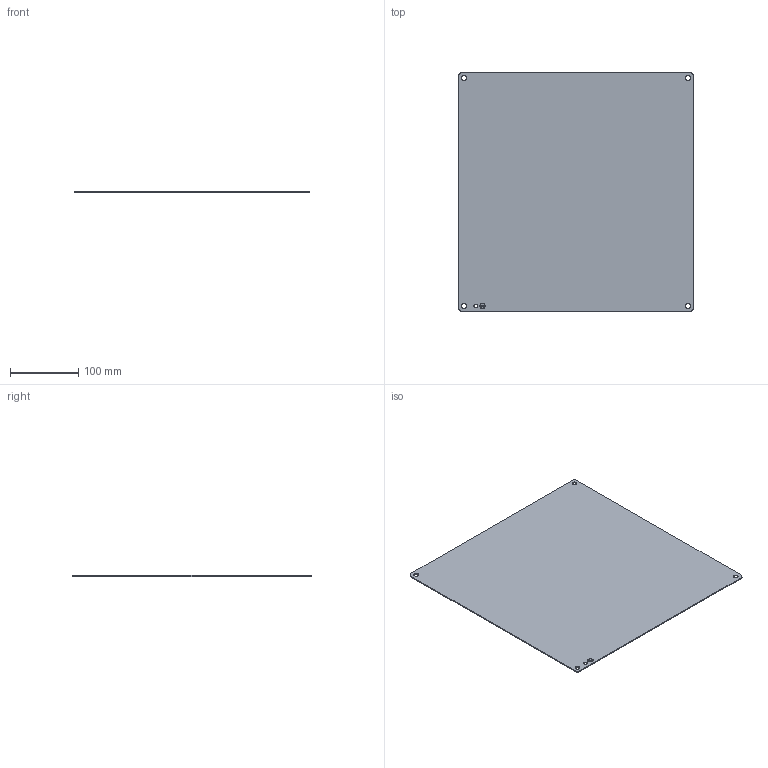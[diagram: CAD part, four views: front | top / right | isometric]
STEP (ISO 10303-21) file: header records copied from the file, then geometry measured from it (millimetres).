
FILE_DESCRIPTION(('CATIA V5 STEP Exchange','CAx-IF Rec.Pracs.--- Model Styling and Organization---1.4--- 2014-01-23'),'2;1');
FILE_NAME ('1532622-4_0_8000110195_8000110195 MOPL KTB 4040 MSZN.stp','2023-04-18T17:35:47+00:00',('none'),('Weidmueller'),'CATIA Version 5-6 Release 2016 SP3 HF44','CATIA V5 STEP AP214','none');
FILE_SCHEMA(('AUTOMOTIVE_DESIGN { 1 0 10303 214 1 1 1 1 }'));
Length unit declared in the file: millimetre
Products named in the file (1): 8000110195 MOPL KTB 4040 MSZN
Bounding box: 345 x 351 x 1.5 mm (x, y, z)
Volume: 181330.1 mm3; surface area: 244019.9 mm2
Topology: 1 solids, 1 shells, 45 faces, 114 edges, 76 vertices
Faces by surface type: plane 27, cylinder 18
Entity records: 1469 total; most frequent: CARTESIAN_POINT 294, ORIENTED_EDGE 228, DIRECTION 199, EDGE_CURVE 114, VECTOR 78, LINE 78, AXIS2_PLACEMENT_3D 77, VERTEX_POINT 76
